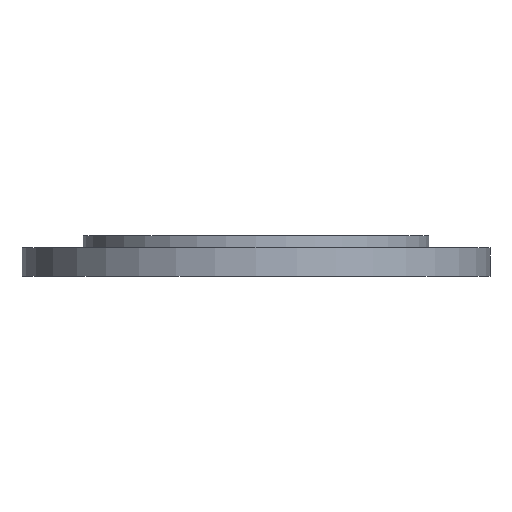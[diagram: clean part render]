
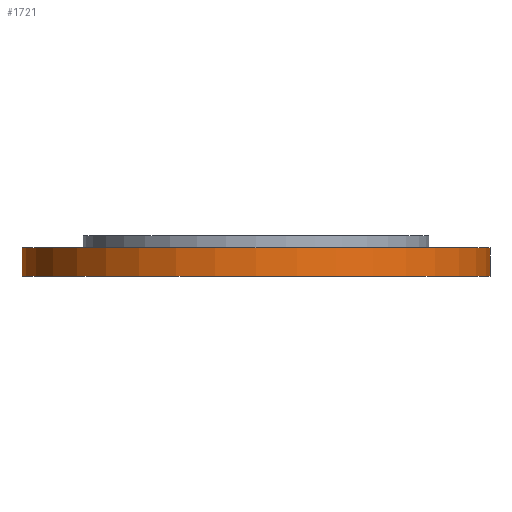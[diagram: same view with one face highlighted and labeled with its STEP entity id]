
A CAD part, left-side view. The second image highlights one B-rep face of the part: STEP entity #1721.
In plain terms, the highlighted cylindrical face has radius 57.5 mm (diameter 115 mm), a partial arc.
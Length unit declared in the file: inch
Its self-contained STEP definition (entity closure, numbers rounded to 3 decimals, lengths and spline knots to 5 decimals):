
#12 = ORIENTED_EDGE ( 'NONE', *, *, #988, .F. ) ;
#26 = LINE ( 'NONE', #595, #574 ) ;
#30 = CARTESIAN_POINT ( 'NONE',  ( 0., 2.26378, 0. ) ) ;
#57 = VERTEX_POINT ( 'NONE', #677 ) ;
#66 = EDGE_CURVE ( 'NONE', #928, #536, #1061, .T. ) ;
#120 = AXIS2_PLACEMENT_3D ( 'NONE', #316, #1678, #1402 ) ;
#128 = LINE ( 'NONE', #30, #1449 ) ;
#135 = VERTEX_POINT ( 'NONE', #179 ) ;
#179 = CARTESIAN_POINT ( 'NONE',  ( 0., 2.26378, -0.11811 ) ) ;
#236 = ORIENTED_EDGE ( 'NONE', *, *, #253, .F. ) ;
#253 = EDGE_CURVE ( 'NONE', #57, #536, #26, .T. ) ;
#315 = CARTESIAN_POINT ( 'NONE',  ( 0., -2.26378, -0.3937 ) ) ;
#316 = CARTESIAN_POINT ( 'NONE',  ( 0., 0., 0. ) ) ;
#353 = AXIS2_PLACEMENT_3D ( 'NONE', #1202, #977, #1062 ) ;
#459 = FACE_OUTER_BOUND ( 'NONE', #1409, .T. ) ;
#536 = VERTEX_POINT ( 'NONE', #315 ) ;
#574 = VECTOR ( 'NONE', #1584, 39.37008 ) ;
#595 = CARTESIAN_POINT ( 'NONE',  ( 0., -2.26378, 0. ) ) ;
#598 = DIRECTION ( 'NONE',  ( 0., 0., 1. ) ) ;
#677 = CARTESIAN_POINT ( 'NONE',  ( 0., -2.26378, -0.11811 ) ) ;
#743 = ORIENTED_EDGE ( 'NONE', *, *, #1319, .T. ) ;
#836 = CYLINDRICAL_SURFACE ( 'NONE', #120, 2.26378 ) ;
#928 = VERTEX_POINT ( 'NONE', #1708 ) ;
#977 = DIRECTION ( 'NONE',  ( 0., 0., 1. ) ) ;
#988 = EDGE_CURVE ( 'NONE', #928, #135, #128, .T. ) ;
#1061 = CIRCLE ( 'NONE', #353, 2.26378 ) ;
#1062 = DIRECTION ( 'NONE',  ( 1., 0., 0. ) ) ;
#1202 = CARTESIAN_POINT ( 'NONE',  ( 0., 0., -0.3937 ) ) ;
#1219 = DIRECTION ( 'NONE',  ( 1., 0., 0. ) ) ;
#1248 = AXIS2_PLACEMENT_3D ( 'NONE', #1806, #1487, #1219 ) ;
#1319 = EDGE_CURVE ( 'NONE', #57, #135, #1732, .T. ) ;
#1402 = DIRECTION ( 'NONE',  ( 1., 0., 0. ) ) ;
#1409 = EDGE_LOOP ( 'NONE', ( #1765, #236, #743, #12 ) ) ;
#1449 = VECTOR ( 'NONE', #598, 39.37008 ) ;
#1487 = DIRECTION ( 'NONE',  ( 0., 0., -1. ) ) ;
#1584 = DIRECTION ( 'NONE',  ( 0., 0., -1. ) ) ;
#1678 = DIRECTION ( 'NONE',  ( 0., 0., 1. ) ) ;
#1708 = CARTESIAN_POINT ( 'NONE',  ( 0., 2.26378, -0.3937 ) ) ;
#1721 = ADVANCED_FACE ( 'NONE', ( #459 ), #836, .T. ) ;
#1732 = CIRCLE ( 'NONE', #1248, 2.26378 ) ;
#1765 = ORIENTED_EDGE ( 'NONE', *, *, #66, .T. ) ;
#1806 = CARTESIAN_POINT ( 'NONE',  ( 0., 0., -0.11811 ) ) ;
